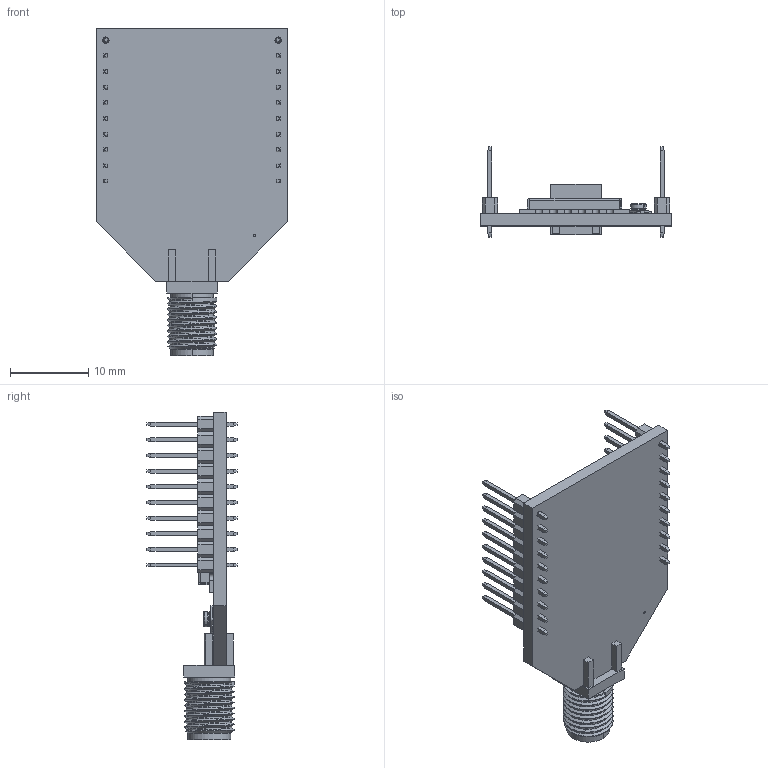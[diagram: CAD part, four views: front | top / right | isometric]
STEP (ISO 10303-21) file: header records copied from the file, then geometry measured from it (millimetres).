
FILE_DESCRIPTION((''),'2;1');
FILE_NAME('PWB-RAK811_BREAKOUT_ASM','2020-02-06T',('lln'),(''),'PRO/ENGINEER BY PARAMETRIC TECHNOLOGY CORPORATION, 2010280','PRO/ENGINEER BY PARAMETRIC TECHNOLOGY CORPORATION, 2010280','');
FILE_SCHEMA(('CONFIG_CONTROL_DESIGN','SHAPE_APPEARANCE_LAYERS_GROUPS'));
Length unit declared in the file: millimetre
Products named in the file (8): PWB-RAK811_BREAKOUT; SMA-KE; IPEX-FEMALE; 1405_SINGLE_PIN_2; PWB-RAK811; RAKU70580012; PWB-RAK811_ASM; PWB-RAK811_BREAKOUT_ASM
Assembly tree (26 placements, depth 3):
  PWB-RAK811_BREAKOUT_ASM
    PWB-RAK811_BREAKOUT
    SMA-KE
    IPEX-FEMALE
    1405_SINGLE_PIN_2  x20
    PWB-RAK811_ASM
      PWB-RAK811
      RAKU70580012
Bounding box: 24.4 x 11.5 x 41.8 mm (x, y, z)
Volume: 1856.7 mm3; surface area: 4174.2 mm2
Topology: 25 solids, 25 shells, 841 faces, 2624 edges, 2364 vertices
Faces by surface type: plane 719, cylinder 100, cone 9, bspline 9, torus 2, sphere 2
Entity records: 21499 total; most frequent: CARTESIAN_POINT 5924, DIRECTION 2448, ORIENTED_EDGE 1584, PRESENTATION_STYLE_ASSIGNMENT 1447, STYLED_ITEM 1424, CURVE_STYLE 1364, VECTOR 1070, LINE 1070
